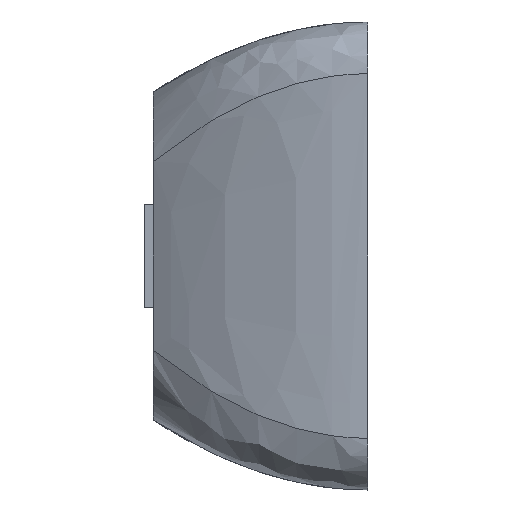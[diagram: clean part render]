
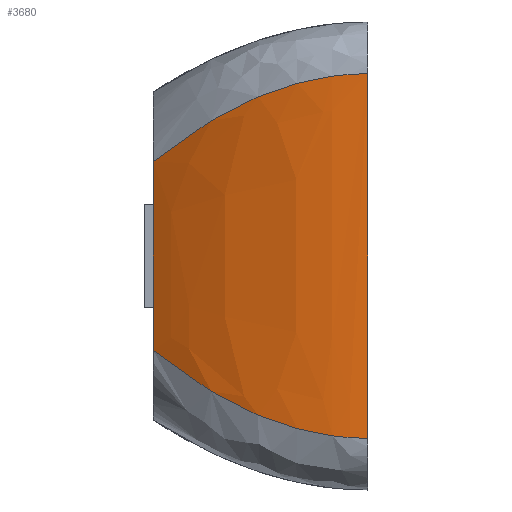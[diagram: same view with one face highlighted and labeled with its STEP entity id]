
A CAD part, left-side view. The second image highlights one B-rep face of the part: STEP entity #3680.
In plain terms, the highlighted free-form (B-spline) face has degree [3, 3] with [4, 4] control points.
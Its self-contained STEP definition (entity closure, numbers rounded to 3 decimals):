
#80=B_SPLINE_SURFACE_WITH_KNOTS('',3,3,((#6233,#6234,#6235,#6236),(#6237,
#6238,#6239,#6240),(#6241,#6242,#6243,#6244),(#6245,#6246,#6247,#6248)),
 .UNSPECIFIED.,.F.,.F.,.F.,(4,4),(4,4),(0.,1.),(0.,1.),.UNSPECIFIED.);
#140=B_SPLINE_CURVE_WITH_KNOTS('',3,(#6229,#6230,#6231,#6232),
 .UNSPECIFIED.,.F.,.F.,(4,4),(0.,1.),.UNSPECIFIED.);
#141=B_SPLINE_CURVE_WITH_KNOTS('',3,(#6249,#6250,#6251,#6252),
 .UNSPECIFIED.,.F.,.F.,(4,4),(0.,1.),.UNSPECIFIED.);
#231=FACE_OUTER_BOUND('',#437,.T.);
#437=EDGE_LOOP('',(#2809,#2810,#2811,#2812));
#728=LINE('',#5590,#1181);
#732=LINE('',#6135,#1185);
#1181=VECTOR('',#4278,10.);
#1185=VECTOR('',#4292,10.);
#1606=VERTEX_POINT('',#5587);
#1607=VERTEX_POINT('',#5589);
#1622=VERTEX_POINT('',#6132);
#1623=VERTEX_POINT('',#6134);
#2024=EDGE_CURVE('',#1606,#1607,#728,.T.);
#2048=EDGE_CURVE('',#1623,#1622,#732,.T.);
#2056=EDGE_CURVE('',#1606,#1623,#140,.T.);
#2057=EDGE_CURVE('',#1607,#1622,#141,.T.);
#2809=ORIENTED_EDGE('',*,*,#2024,.F.);
#2810=ORIENTED_EDGE('',*,*,#2056,.T.);
#2811=ORIENTED_EDGE('',*,*,#2048,.T.);
#2812=ORIENTED_EDGE('',*,*,#2057,.F.);
#3680=ADVANCED_FACE('',(#231),#80,.F.);
#4278=DIRECTION('',(0.,0.,1.));
#4292=DIRECTION('',(0.,0.,1.));
#5587=CARTESIAN_POINT('',(2.7,8.3,5.4));
#5589=CARTESIAN_POINT('',(2.7,8.3,12.7));
#5590=CARTESIAN_POINT('',(2.7,8.3,12.7));
#6132=CARTESIAN_POINT('',(0.,0.,16.1));
#6134=CARTESIAN_POINT('',(0.,0.,2.));
#6135=CARTESIAN_POINT('',(0.,0.,16.1));
#6229=CARTESIAN_POINT('Ctrl Pts',(2.7,8.3,5.4));
#6230=CARTESIAN_POINT('Ctrl Pts',(0.9,5.533,3.133));
#6231=CARTESIAN_POINT('Ctrl Pts',(0.,2.767,2.));
#6232=CARTESIAN_POINT('Ctrl Pts',(0.,0.,2.));
#6233=CARTESIAN_POINT('Ctrl Pts',(2.7,8.3,5.4));
#6234=CARTESIAN_POINT('Ctrl Pts',(0.9,5.533,3.133));
#6235=CARTESIAN_POINT('Ctrl Pts',(0.,2.767,2.));
#6236=CARTESIAN_POINT('Ctrl Pts',(0.,0.,2.));
#6237=CARTESIAN_POINT('Ctrl Pts',(2.7,8.3,6.814));
#6238=CARTESIAN_POINT('Ctrl Pts',(0.939,5.533,4.764));
#6239=CARTESIAN_POINT('Ctrl Pts',(0.,2.767,3.047));
#6240=CARTESIAN_POINT('Ctrl Pts',(0.,0.,3.047));
#6241=CARTESIAN_POINT('Ctrl Pts',(2.7,8.3,11.286));
#6242=CARTESIAN_POINT('Ctrl Pts',(0.939,5.533,13.336));
#6243=CARTESIAN_POINT('Ctrl Pts',(0.,2.767,15.053));
#6244=CARTESIAN_POINT('Ctrl Pts',(0.,0.,15.053));
#6245=CARTESIAN_POINT('Ctrl Pts',(2.7,8.3,12.7));
#6246=CARTESIAN_POINT('Ctrl Pts',(0.9,5.533,14.967));
#6247=CARTESIAN_POINT('Ctrl Pts',(0.,2.767,16.1));
#6248=CARTESIAN_POINT('Ctrl Pts',(0.,0.,16.1));
#6249=CARTESIAN_POINT('Ctrl Pts',(2.7,8.3,12.7));
#6250=CARTESIAN_POINT('Ctrl Pts',(0.9,5.533,14.967));
#6251=CARTESIAN_POINT('Ctrl Pts',(0.,2.767,16.1));
#6252=CARTESIAN_POINT('Ctrl Pts',(0.,0.,16.1));
